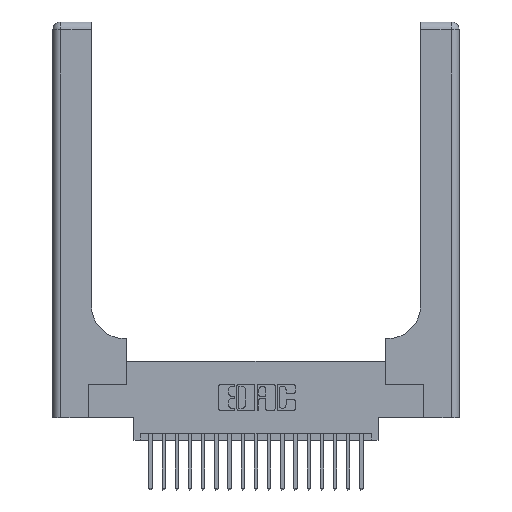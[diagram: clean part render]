
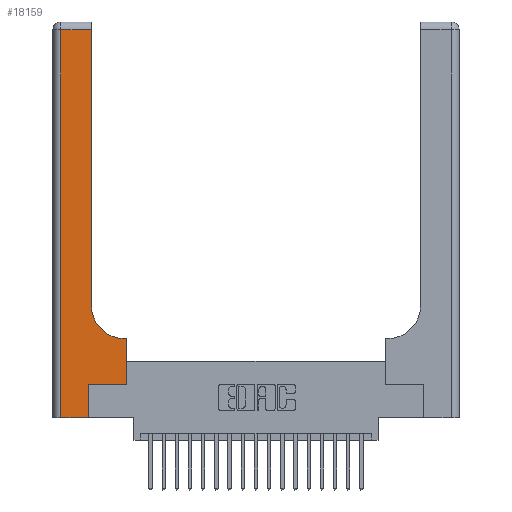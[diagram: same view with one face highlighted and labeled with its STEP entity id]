
A CAD part, top view. The second image highlights one B-rep face of the part: STEP entity #18159.
In plain terms, the highlighted planar face has unit normal (0, 0, 1).
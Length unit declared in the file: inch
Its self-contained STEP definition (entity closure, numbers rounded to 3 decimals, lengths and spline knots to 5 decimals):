
#505 = VECTOR ( 'NONE', #18336, 39.37008 ) ;
#579 = CARTESIAN_POINT ( 'NONE',  ( 0.2915, 0.85, 0.37 ) ) ;
#834 = CARTESIAN_POINT ( 'NONE',  ( 0., 0., 0.37 ) ) ;
#965 = EDGE_CURVE ( 'NONE', #21864, #10436, #2362, .T. ) ;
#1269 = CARTESIAN_POINT ( 'NONE',  ( 0.269, 0.25, 0.37 ) ) ;
#1912 = DIRECTION ( 'NONE',  ( 0., 1., 0. ) ) ;
#2362 = LINE ( 'NONE', #16586, #505 ) ;
#2810 = VECTOR ( 'NONE', #1912, 39.37008 ) ;
#3179 = DIRECTION ( 'NONE',  ( 1., 0., 0. ) ) ;
#3404 = EDGE_CURVE ( 'NONE', #6163, #5925, #10477, .T. ) ;
#3511 = DIRECTION ( 'NONE',  ( 0., -1., 0. ) ) ;
#4349 = EDGE_CURVE ( 'NONE', #11655, #8095, #7810, .T. ) ;
#4622 = VECTOR ( 'NONE', #20854, 39.37008 ) ;
#4782 = LINE ( 'NONE', #20632, #17856 ) ;
#4932 = CARTESIAN_POINT ( 'NONE',  ( 0.06, 0., 0.37 ) ) ;
#5012 = CARTESIAN_POINT ( 'NONE',  ( 0.2915, 0.6, 0.37 ) ) ;
#5159 = FACE_OUTER_BOUND ( 'NONE', #13276, .T. ) ;
#5336 = CARTESIAN_POINT ( 'NONE',  ( 0.06, 2.94, 0.37 ) ) ;
#5840 = DIRECTION ( 'NONE',  ( -1., 0., 0. ) ) ;
#5925 = VERTEX_POINT ( 'NONE', #4932 ) ;
#6163 = VERTEX_POINT ( 'NONE', #5336 ) ;
#6341 = ORIENTED_EDGE ( 'NONE', *, *, #8992, .T. ) ;
#6462 = EDGE_CURVE ( 'NONE', #8095, #21864, #6481, .T. ) ;
#6481 = CIRCLE ( 'NONE', #10031, 0.25 ) ;
#6537 = DIRECTION ( 'NONE',  ( -1., 0., 0. ) ) ;
#6599 = PLANE ( 'NONE',  #19949 ) ;
#6756 = VECTOR ( 'NONE', #3511, 39.37008 ) ;
#6868 = EDGE_CURVE ( 'NONE', #5925, #17757, #13694, .T. ) ;
#7537 = VECTOR ( 'NONE', #3179, 39.37008 ) ;
#7810 = LINE ( 'NONE', #5012, #10706 ) ;
#7865 = ORIENTED_EDGE ( 'NONE', *, *, #6868, .T. ) ;
#7922 = CARTESIAN_POINT ( 'NONE',  ( 0.5585, 0.25, 0.37 ) ) ;
#8095 = VERTEX_POINT ( 'NONE', #11671 ) ;
#8437 = DIRECTION ( 'NONE',  ( 1., 0., 0. ) ) ;
#8898 = ORIENTED_EDGE ( 'NONE', *, *, #14643, .T. ) ;
#8945 = DIRECTION ( 'NONE',  ( 0., 1., 0. ) ) ;
#8992 = EDGE_CURVE ( 'NONE', #17757, #18684, #4782, .T. ) ;
#9882 = LINE ( 'NONE', #18001, #16259 ) ;
#10031 = AXIS2_PLACEMENT_3D ( 'NONE', #18443, #16927, #8437 ) ;
#10042 = DIRECTION ( 'NONE',  ( 0., 0., -1. ) ) ;
#10436 = VERTEX_POINT ( 'NONE', #17173 ) ;
#10477 = LINE ( 'NONE', #13723, #6756 ) ;
#10706 = VECTOR ( 'NONE', #12019, 39.37008 ) ;
#11149 = LINE ( 'NONE', #1269, #7537 ) ;
#11304 = ORIENTED_EDGE ( 'NONE', *, *, #3404, .T. ) ;
#11655 = VERTEX_POINT ( 'NONE', #14901 ) ;
#11671 = CARTESIAN_POINT ( 'NONE',  ( 0.5415, 0.6, 0.37 ) ) ;
#12019 = DIRECTION ( 'NONE',  ( -1., 0., 0. ) ) ;
#12134 = EDGE_CURVE ( 'NONE', #22011, #11655, #20931, .T. ) ;
#12306 = CARTESIAN_POINT ( 'NONE',  ( 0.269, 0.25, 0.37 ) ) ;
#13276 = EDGE_LOOP ( 'NONE', ( #14420, #8898, #11304, #7865, #6341, #19254, #21303, #17180, #17988 ) ) ;
#13694 = LINE ( 'NONE', #834, #4622 ) ;
#13723 = CARTESIAN_POINT ( 'NONE',  ( 0.06, 3., 0.37 ) ) ;
#14420 = ORIENTED_EDGE ( 'NONE', *, *, #965, .T. ) ;
#14643 = EDGE_CURVE ( 'NONE', #10436, #6163, #9882, .T. ) ;
#14901 = CARTESIAN_POINT ( 'NONE',  ( 0.5585, 0.6, 0.37 ) ) ;
#15451 = EDGE_CURVE ( 'NONE', #18684, #22011, #11149, .T. ) ;
#16259 = VECTOR ( 'NONE', #5840, 39.37008 ) ;
#16586 = CARTESIAN_POINT ( 'NONE',  ( 0.2915, 3., 0.37 ) ) ;
#16881 = CARTESIAN_POINT ( 'NONE',  ( 0., 3., 0.37 ) ) ;
#16927 = DIRECTION ( 'NONE',  ( 0., 0., -1. ) ) ;
#17162 = CARTESIAN_POINT ( 'NONE',  ( 0.5585, 0.25, 0.37 ) ) ;
#17173 = CARTESIAN_POINT ( 'NONE',  ( 0.2915, 2.94, 0.37 ) ) ;
#17180 = ORIENTED_EDGE ( 'NONE', *, *, #4349, .T. ) ;
#17757 = VERTEX_POINT ( 'NONE', #20785 ) ;
#17856 = VECTOR ( 'NONE', #8945, 39.37008 ) ;
#17988 = ORIENTED_EDGE ( 'NONE', *, *, #6462, .T. ) ;
#18001 = CARTESIAN_POINT ( 'NONE',  ( 0., 2.94, 0.37 ) ) ;
#18159 = ADVANCED_FACE ( 'NONE', ( #5159 ), #6599, .F. ) ;
#18336 = DIRECTION ( 'NONE',  ( 0., 1., 0. ) ) ;
#18443 = CARTESIAN_POINT ( 'NONE',  ( 0.5415, 0.85, 0.37 ) ) ;
#18684 = VERTEX_POINT ( 'NONE', #12306 ) ;
#19254 = ORIENTED_EDGE ( 'NONE', *, *, #15451, .T. ) ;
#19949 = AXIS2_PLACEMENT_3D ( 'NONE', #16881, #10042, #6537 ) ;
#20632 = CARTESIAN_POINT ( 'NONE',  ( 0.269, 0., 0.37 ) ) ;
#20785 = CARTESIAN_POINT ( 'NONE',  ( 0.269, 0., 0.37 ) ) ;
#20854 = DIRECTION ( 'NONE',  ( 1., 0., 0. ) ) ;
#20931 = LINE ( 'NONE', #17162, #2810 ) ;
#21303 = ORIENTED_EDGE ( 'NONE', *, *, #12134, .T. ) ;
#21864 = VERTEX_POINT ( 'NONE', #579 ) ;
#22011 = VERTEX_POINT ( 'NONE', #7922 ) ;
